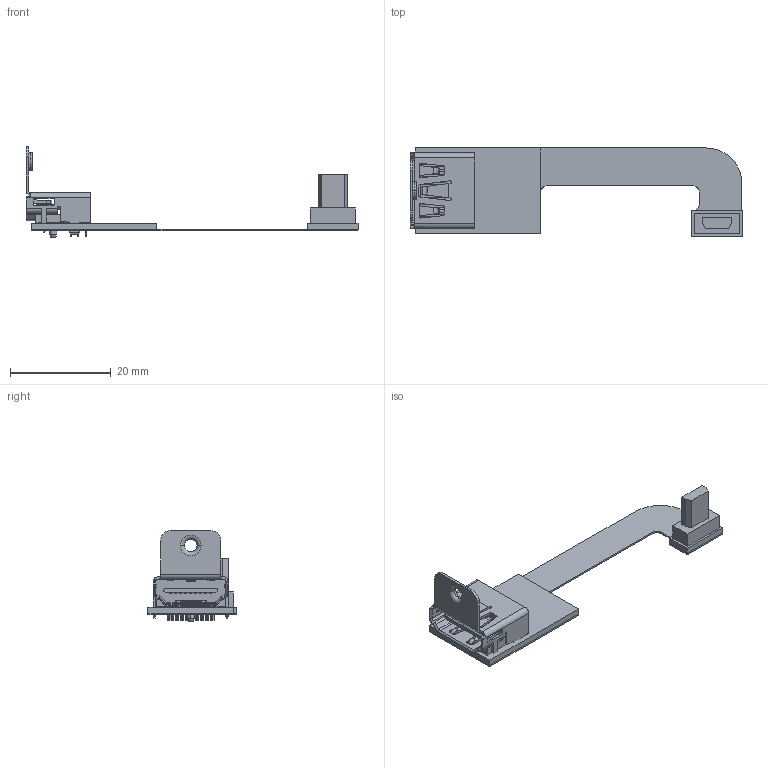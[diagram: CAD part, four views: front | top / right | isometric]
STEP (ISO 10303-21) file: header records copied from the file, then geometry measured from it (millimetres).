
FILE_DESCRIPTION (( 'STEP AP214' ), '1' );
FILE_NAME ('HDMI BOARD.STEP', '2020-05-08T11:01:57', ( '' ), ( '' ), 'SwSTEP 2.0', 'SolidWorks 2018', '' );
FILE_SCHEMA (( 'AUTOMOTIVE_DESIGN' ));
Length unit declared in the file: millimetre
Products named in the file (1): HDMI BOARD
Bounding box: 66 x 17.5 x 18.07 mm (x, y, z)
Volume: 1811.6 mm3; surface area: 4511.9 mm2
Topology: 6 solids, 6 shells, 638 faces, 1772 edges, 1162 vertices
Faces by surface type: plane 425, cylinder 194, cone 15, torus 4
Entity records: 21081 total; most frequent: CARTESIAN_POINT 4024, ORIENTED_EDGE 3544, DIRECTION 3362, EDGE_CURVE 1772, VECTOR 1332, LINE 1332, VERTEX_POINT 1162, AXIS2_PLACEMENT_3D 1015
